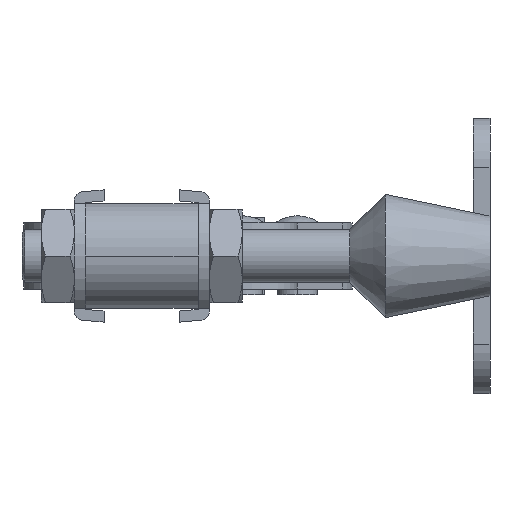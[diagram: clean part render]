
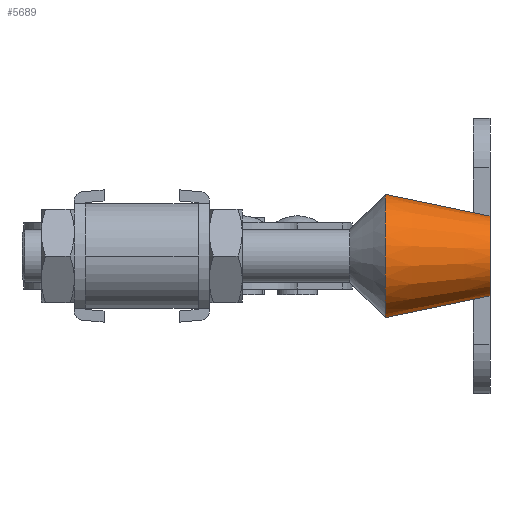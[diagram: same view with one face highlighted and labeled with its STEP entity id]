
A CAD part, left-side view. The second image highlights one B-rep face of the part: STEP entity #5689.
In plain terms, the highlighted conical face has half-angle 11.744 degrees and reference radius 7.25 mm.
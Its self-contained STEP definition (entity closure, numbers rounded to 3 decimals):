
#133 = CARTESIAN_POINT ( 'NONE',  ( -109.082, 19., 0. ) ) ;
#181 = EDGE_CURVE ( 'NONE', #5060, #6308, #7820, .T. ) ;
#336 = CARTESIAN_POINT ( 'NONE',  ( -109.082, 0., 7.25 ) ) ;
#438 = DIRECTION ( 'NONE',  ( 0., 1., 0. ) ) ;
#498 = AXIS2_PLACEMENT_3D ( 'NONE', #133, #4937, #815 ) ;
#547 = CARTESIAN_POINT ( 'NONE',  ( -109.082, 19., 11.2 ) ) ;
#815 = DIRECTION ( 'NONE',  ( 0., 0., -1. ) ) ;
#897 = DIRECTION ( 'NONE',  ( 0., 0.979, -0.204 ) ) ;
#2476 = CARTESIAN_POINT ( 'NONE',  ( -109.082, 0., 0. ) ) ;
#3017 = CARTESIAN_POINT ( 'NONE',  ( -109.082, 0., 0. ) ) ;
#3357 = ORIENTED_EDGE ( 'NONE', *, *, #5515, .T. ) ;
#3422 = VECTOR ( 'NONE', #8746, 1000. ) ;
#3610 = EDGE_LOOP ( 'NONE', ( #4544, #8155, #7727, #3357 ) ) ;
#3709 = DIRECTION ( 'NONE',  ( 0., 0., -1. ) ) ;
#4060 = VECTOR ( 'NONE', #897, 1000. ) ;
#4544 = ORIENTED_EDGE ( 'NONE', *, *, #8290, .F. ) ;
#4612 = CARTESIAN_POINT ( 'NONE',  ( -109.082, 19., -11.2 ) ) ;
#4616 = VERTEX_POINT ( 'NONE', #547 ) ;
#4937 = DIRECTION ( 'NONE',  ( 0., -1., 0. ) ) ;
#5060 = VERTEX_POINT ( 'NONE', #336 ) ;
#5175 = EDGE_CURVE ( 'NONE', #5060, #4616, #7093, .T. ) ;
#5190 = VERTEX_POINT ( 'NONE', #4612 ) ;
#5251 = DIRECTION ( 'NONE',  ( 0., 0., 1. ) ) ;
#5267 = AXIS2_PLACEMENT_3D ( 'NONE', #3017, #7833, #3709 ) ;
#5515 = EDGE_CURVE ( 'NONE', #4616, #5190, #7295, .T. ) ;
#5689 = ADVANCED_FACE ( 'NONE', ( #5781 ), #6893, .T. ) ;
#5690 = CARTESIAN_POINT ( 'NONE',  ( -109.082, 0., -7.25 ) ) ;
#5781 = FACE_OUTER_BOUND ( 'NONE', #3610, .T. ) ;
#5884 = LINE ( 'NONE', #5690, #4060 ) ;
#6308 = VERTEX_POINT ( 'NONE', #7373 ) ;
#6893 = CONICAL_SURFACE ( 'NONE', #8784, 7.25, 0.205 ) ;
#7093 = LINE ( 'NONE', #8050, #3422 ) ;
#7295 = CIRCLE ( 'NONE', #498, 11.2 ) ;
#7373 = CARTESIAN_POINT ( 'NONE',  ( -109.082, 0., -7.25 ) ) ;
#7727 = ORIENTED_EDGE ( 'NONE', *, *, #5175, .T. ) ;
#7820 = CIRCLE ( 'NONE', #5267, 7.25 ) ;
#7833 = DIRECTION ( 'NONE',  ( 0., -1., 0. ) ) ;
#8050 = CARTESIAN_POINT ( 'NONE',  ( -109.082, 0., 7.25 ) ) ;
#8155 = ORIENTED_EDGE ( 'NONE', *, *, #181, .F. ) ;
#8290 = EDGE_CURVE ( 'NONE', #6308, #5190, #5884, .T. ) ;
#8746 = DIRECTION ( 'NONE',  ( 0., 0.979, 0.204 ) ) ;
#8784 = AXIS2_PLACEMENT_3D ( 'NONE', #2476, #438, #5251 ) ;
